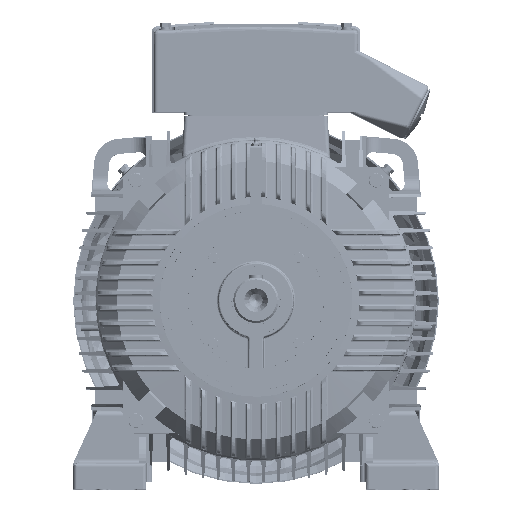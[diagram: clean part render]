
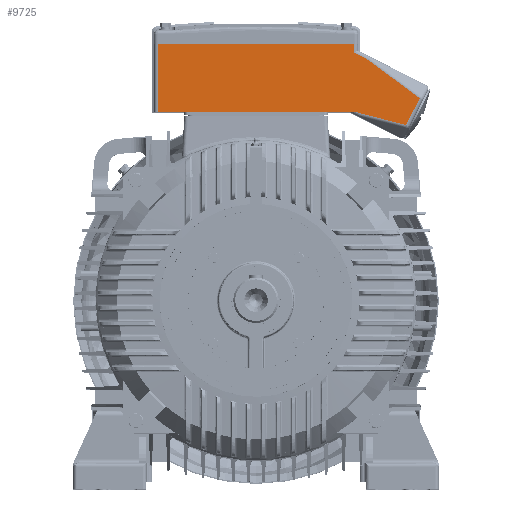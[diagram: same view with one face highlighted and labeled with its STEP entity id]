
A CAD part, top view. The second image highlights one B-rep face of the part: STEP entity #9725.
In plain terms, the highlighted planar face has unit normal (0, 0, 1).
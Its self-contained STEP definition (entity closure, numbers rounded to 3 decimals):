
#9725 = ADVANCED_FACE ( 'NONE', ( #204133 ), #64685, .T. ) ;
#11982 = EDGE_CURVE ( 'NONE', #20366, #20161, #128452, .T. ) ;
#11984 = EDGE_CURVE ( 'NONE', #20161, #20164, #128467, .T. ) ;
#11985 = EDGE_CURVE ( 'NONE', #20164, #20170, #128473, .T. ) ;
#11986 = EDGE_CURVE ( 'NONE', #20170, #20173, #128477, .T. ) ;
#11988 = EDGE_CURVE ( 'NONE', #20173, #20368, #128493, .T. ) ;
#11990 = EDGE_CURVE ( 'NONE', #20368, #20370, #128505, .T. ) ;
#11992 = EDGE_CURVE ( 'NONE', #20370, #20372, #128517, .T. ) ;
#11993 = EDGE_CURVE ( 'NONE', #20372, #20374, #128523, .T. ) ;
#11995 = EDGE_CURVE ( 'NONE', #20374, #20366, #128535, .T. ) ;
#20161 = VERTEX_POINT ( 'NONE', #213053 ) ;
#20164 = VERTEX_POINT ( 'NONE', #213057 ) ;
#20170 = VERTEX_POINT ( 'NONE', #213067 ) ;
#20173 = VERTEX_POINT ( 'NONE', #213073 ) ;
#20366 = VERTEX_POINT ( 'NONE', #213388 ) ;
#20368 = VERTEX_POINT ( 'NONE', #213391 ) ;
#20370 = VERTEX_POINT ( 'NONE', #213396 ) ;
#20372 = VERTEX_POINT ( 'NONE', #213399 ) ;
#20374 = VERTEX_POINT ( 'NONE', #213404 ) ;
#33663 = ORIENTED_EDGE ( 'NONE', *, *, #11984, .T. ) ;
#33664 = ORIENTED_EDGE ( 'NONE', *, *, #11993, .T. ) ;
#33666 = ORIENTED_EDGE ( 'NONE', *, *, #11995, .T. ) ;
#33668 = ORIENTED_EDGE ( 'NONE', *, *, #11982, .T. ) ;
#33669 = ORIENTED_EDGE ( 'NONE', *, *, #11985, .T. ) ;
#33671 = ORIENTED_EDGE ( 'NONE', *, *, #11986, .T. ) ;
#33673 = ORIENTED_EDGE ( 'NONE', *, *, #11988, .T. ) ;
#33675 = ORIENTED_EDGE ( 'NONE', *, *, #11990, .T. ) ;
#33676 = ORIENTED_EDGE ( 'NONE', *, *, #11992, .T. ) ;
#64685 = PLANE ( 'NONE',  #206261 ) ;
#64687 = CARTESIAN_POINT ( 'NONE',  ( 0., 294., 232.5 ) ) ;
#64689 = DIRECTION ( 'NONE',  ( 0., 0., 1. ) ) ;
#64691 = DIRECTION ( 'NONE',  ( 1., 0., 0. ) ) ;
#79321 = VECTOR ( 'NONE', #128471, 1000. ) ;
#79377 = VECTOR ( 'NONE', #128539, 1000. ) ;
#79443 = VECTOR ( 'NONE', #128527, 1000. ) ;
#79533 = VECTOR ( 'NONE', #128497, 1000. ) ;
#79729 = VECTOR ( 'NONE', #128521, 1000. ) ;
#79822 = VECTOR ( 'NONE', #128509, 1000. ) ;
#80709 = VECTOR ( 'NONE', #128481, 1000. ) ;
#80735 = VECTOR ( 'NONE', #128476, 1000. ) ;
#81075 = VECTOR ( 'NONE', #128456, 1000. ) ;
#128452 = LINE ( 'NONE', #128454, #81075 ) ;
#128454 = CARTESIAN_POINT ( 'NONE',  ( 135.138, 249., 232.5 ) ) ;
#128456 = DIRECTION ( 'NONE',  ( 0.891, -0.454, 0. ) ) ;
#128467 = LINE ( 'NONE', #128469, #79321 ) ;
#128469 = CARTESIAN_POINT ( 'NONE',  ( 137.491, 247.801, 232.5 ) ) ;
#128471 = DIRECTION ( 'NONE',  ( 0.97, -0.245, 0. ) ) ;
#128473 = LINE ( 'NONE', #128475, #80735 ) ;
#128475 = CARTESIAN_POINT ( 'NONE',  ( 198.695, 232.354, 232.5 ) ) ;
#128476 = DIRECTION ( 'NONE',  ( 0.454, 0.891, 0. ) ) ;
#128477 = LINE ( 'NONE', #128479, #80709 ) ;
#128479 = CARTESIAN_POINT ( 'NONE',  ( 216.719, 267.728, 232.5 ) ) ;
#128481 = DIRECTION ( 'NONE',  ( -0.803, 0.596, 0. ) ) ;
#128493 = LINE ( 'NONE', #128495, #79533 ) ;
#128495 = CARTESIAN_POINT ( 'NONE',  ( 147.911, 318.81, 232.5 ) ) ;
#128497 = DIRECTION ( 'NONE',  ( -0.891, 0.454, 0. ) ) ;
#128505 = LINE ( 'NONE', #128507, #79822 ) ;
#128507 = CARTESIAN_POINT ( 'NONE',  ( 130., 294., 232.5 ) ) ;
#128509 = DIRECTION ( 'NONE',  ( 0., 1., 0. ) ) ;
#128517 = LINE ( 'NONE', #128519, #79729 ) ;
#128519 = CARTESIAN_POINT ( 'NONE',  ( 0., 339., 232.5 ) ) ;
#128521 = DIRECTION ( 'NONE',  ( -1., 0., 0. ) ) ;
#128523 = LINE ( 'NONE', #128525, #79443 ) ;
#128525 = CARTESIAN_POINT ( 'NONE',  ( -130., 294., 232.5 ) ) ;
#128527 = DIRECTION ( 'NONE',  ( 0., -1., 0. ) ) ;
#128535 = LINE ( 'NONE', #128537, #79377 ) ;
#128537 = CARTESIAN_POINT ( 'NONE',  ( 0., 249., 232.5 ) ) ;
#128539 = DIRECTION ( 'NONE',  ( 1., 0., 0. ) ) ;
#204133 = FACE_OUTER_BOUND ( 'NONE', #210801, .T. ) ;
#206261 = AXIS2_PLACEMENT_3D ( 'NONE', #64687, #64689, #64691 ) ;
#210801 = EDGE_LOOP ( 'NONE', ( #33664, #33666, #33668, #33663, #33669, #33671, #33673, #33675, #33676 ) ) ;
#213053 = CARTESIAN_POINT ( 'NONE',  ( 137.491, 247.801, 232.5 ) ) ;
#213057 = CARTESIAN_POINT ( 'NONE',  ( 198.695, 232.354, 232.5 ) ) ;
#213067 = CARTESIAN_POINT ( 'NONE',  ( 216.719, 267.728, 232.5 ) ) ;
#213073 = CARTESIAN_POINT ( 'NONE',  ( 147.911, 318.81, 232.5 ) ) ;
#213388 = CARTESIAN_POINT ( 'NONE',  ( 135.138, 249., 232.5 ) ) ;
#213391 = CARTESIAN_POINT ( 'NONE',  ( 130., 327.936, 232.5 ) ) ;
#213396 = CARTESIAN_POINT ( 'NONE',  ( 130., 339., 232.5 ) ) ;
#213399 = CARTESIAN_POINT ( 'NONE',  ( -130., 339., 232.5 ) ) ;
#213404 = CARTESIAN_POINT ( 'NONE',  ( -130., 249., 232.5 ) ) ;
